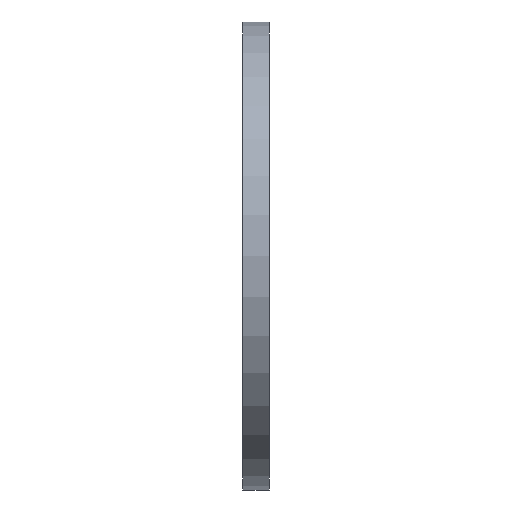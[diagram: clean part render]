
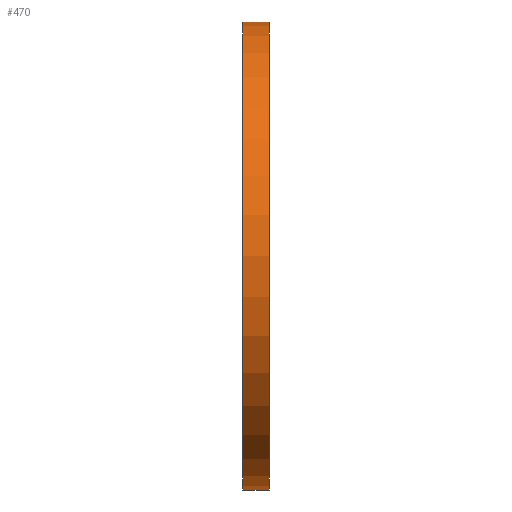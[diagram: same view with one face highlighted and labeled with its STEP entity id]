
A CAD part, left-side view. The second image highlights one B-rep face of the part: STEP entity #470.
In plain terms, the highlighted cylindrical face has radius 35 mm (diameter 70 mm), a partial arc.
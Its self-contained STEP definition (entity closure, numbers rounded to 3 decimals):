
#4 = VERTEX_POINT ( 'NONE', #628 ) ;
#37 = CYLINDRICAL_SURFACE ( 'NONE', #589, 35. ) ;
#78 = ORIENTED_EDGE ( 'NONE', *, *, #371, .T. ) ;
#81 = EDGE_CURVE ( 'NONE', #519, #492, #654, .T. ) ;
#99 = DIRECTION ( 'NONE',  ( 0., 1., 0. ) ) ;
#133 = VECTOR ( 'NONE', #455, 1000. ) ;
#137 = DIRECTION ( 'NONE',  ( 0., 1., 0. ) ) ;
#148 = CARTESIAN_POINT ( 'NONE',  ( 0., 4., -35. ) ) ;
#155 = LINE ( 'NONE', #148, #133 ) ;
#213 = ORIENTED_EDGE ( 'NONE', *, *, #410, .F. ) ;
#277 = DIRECTION ( 'NONE',  ( 0., -1., 0. ) ) ;
#297 = CARTESIAN_POINT ( 'NONE',  ( 0., 4., 35. ) ) ;
#328 = ORIENTED_EDGE ( 'NONE', *, *, #81, .F. ) ;
#335 = VERTEX_POINT ( 'NONE', #509 ) ;
#340 = DIRECTION ( 'NONE',  ( 0., -1., 0. ) ) ;
#344 = FACE_OUTER_BOUND ( 'NONE', #367, .T. ) ;
#354 = VECTOR ( 'NONE', #340, 1000. ) ;
#367 = EDGE_LOOP ( 'NONE', ( #213, #328, #78, #660 ) ) ;
#371 = EDGE_CURVE ( 'NONE', #519, #335, #155, .T. ) ;
#373 = LINE ( 'NONE', #718, #354 ) ;
#410 = EDGE_CURVE ( 'NONE', #492, #4, #373, .T. ) ;
#455 = DIRECTION ( 'NONE',  ( 0., -1., 0. ) ) ;
#469 = AXIS2_PLACEMENT_3D ( 'NONE', #592, #99, #531 ) ;
#470 = ADVANCED_FACE ( 'NONE', ( #344 ), #37, .T. ) ;
#480 = CIRCLE ( 'NONE', #469, 35. ) ;
#492 = VERTEX_POINT ( 'NONE', #297 ) ;
#499 = DIRECTION ( 'NONE',  ( 0., 0., 1. ) ) ;
#509 = CARTESIAN_POINT ( 'NONE',  ( 0., 0., -35. ) ) ;
#519 = VERTEX_POINT ( 'NONE', #677 ) ;
#531 = DIRECTION ( 'NONE',  ( 0., 0., 1. ) ) ;
#533 = DIRECTION ( 'NONE',  ( 0., 0., -1. ) ) ;
#556 = EDGE_CURVE ( 'NONE', #335, #4, #480, .T. ) ;
#571 = CARTESIAN_POINT ( 'NONE',  ( 0., 4., 0. ) ) ;
#589 = AXIS2_PLACEMENT_3D ( 'NONE', #722, #277, #533 ) ;
#592 = CARTESIAN_POINT ( 'NONE',  ( 0., 0., 0. ) ) ;
#628 = CARTESIAN_POINT ( 'NONE',  ( 0., 0., 35. ) ) ;
#654 = CIRCLE ( 'NONE', #724, 35. ) ;
#660 = ORIENTED_EDGE ( 'NONE', *, *, #556, .T. ) ;
#677 = CARTESIAN_POINT ( 'NONE',  ( 0., 4., -35. ) ) ;
#718 = CARTESIAN_POINT ( 'NONE',  ( 0., 4., 35. ) ) ;
#722 = CARTESIAN_POINT ( 'NONE',  ( 0., 4., 0. ) ) ;
#724 = AXIS2_PLACEMENT_3D ( 'NONE', #571, #137, #499 ) ;
